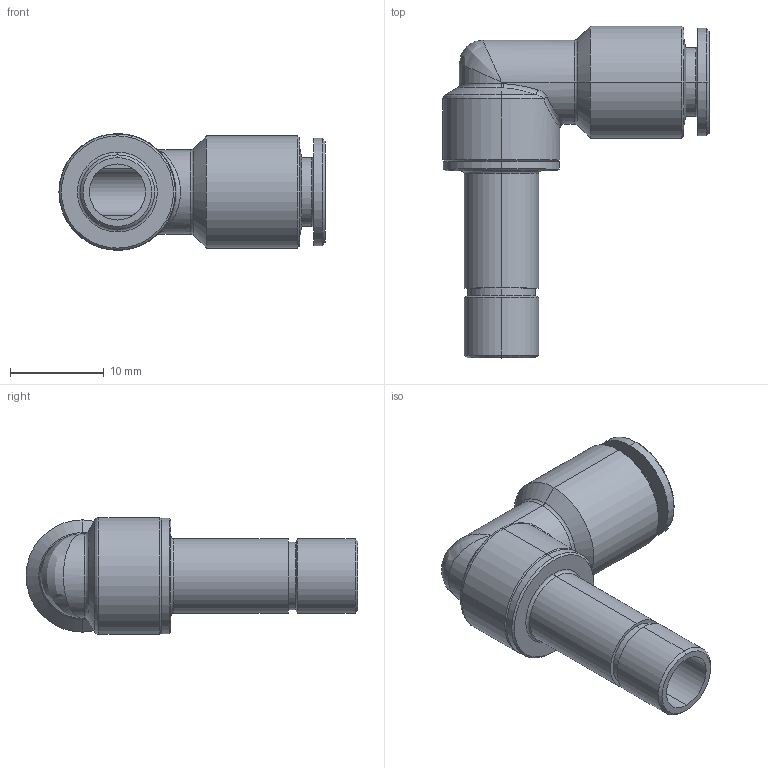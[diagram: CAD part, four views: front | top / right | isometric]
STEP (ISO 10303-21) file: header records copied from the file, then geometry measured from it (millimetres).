
FILE_DESCRIPTION (( 'STEP AP203' ), '1' );
FILE_NAME ('A0333040.STEP', '2009-04-09T09:16:52', ( '' ), ( 'sopra-pneumatic' ), 'SwSTEP 2.0', 'SolidWorks 2009', '' );
FILE_SCHEMA (( 'CONFIG_CONTROL_DESIGN' ));
Length unit declared in the file: millimetre
Products named in the file (1): A0333040
Bounding box: 28.45 x 35.5 x 12.5 mm (x, y, z)
Volume: 2551.3 mm3; surface area: 2863.3 mm2
Topology: 1 solids, 1 shells, 80 faces, 172 edges, 97 vertices
Faces by surface type: cylinder 29, cone 25, torus 10, plane 10, bspline 6
Entity records: 2615 total; most frequent: CARTESIAN_POINT 815, DIRECTION 394, ORIENTED_EDGE 340, EDGE_CURVE 170, AXIS2_PLACEMENT_3D 170, VERTEX_POINT 97, CIRCLE 95, EDGE_LOOP 87
